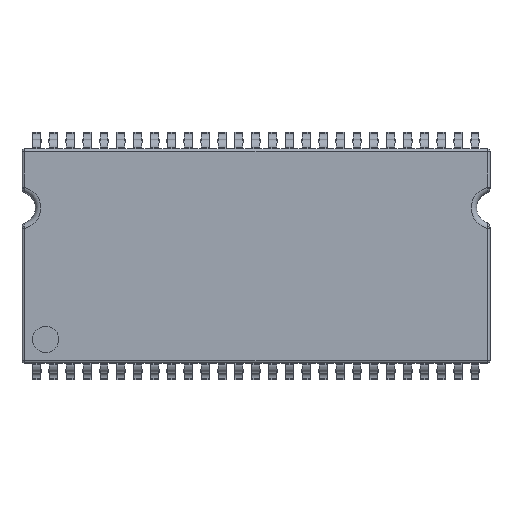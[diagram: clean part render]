
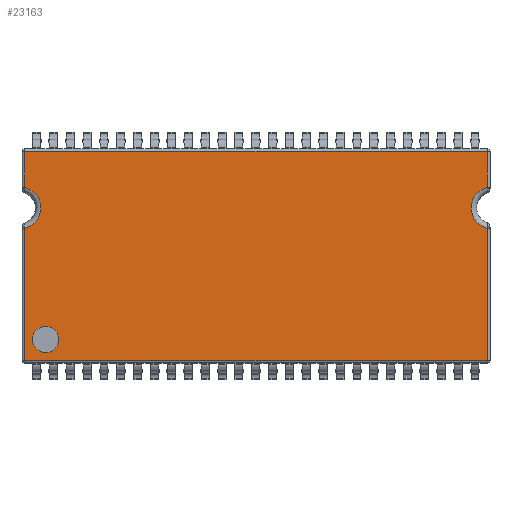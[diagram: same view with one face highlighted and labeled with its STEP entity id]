
A CAD part, top view. The second image highlights one B-rep face of the part: STEP entity #23163.
In plain terms, the highlighted planar face has unit normal (0, 0, 1).
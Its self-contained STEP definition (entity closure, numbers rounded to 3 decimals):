
#14=FACE_BOUND('',#9430,.T.);
#1008=PLANE('',#24921);
#1040=LINE('',#32008,#3795);
#1043=LINE('',#32017,#3798);
#1046=LINE('',#32024,#3801);
#1049=LINE('',#32033,#3804);
#3764=LINE('',#38378,#6519);
#3766=LINE('',#38382,#6521);
#3795=VECTOR('',#25071,10.);
#3798=VECTOR('',#25080,10.);
#3801=VECTOR('',#25089,10.);
#3804=VECTOR('',#25098,10.);
#6519=VECTOR('',#31149,10.);
#6521=VECTOR('',#31155,10.);
#8167=FACE_OUTER_BOUND('',#9429,.T.);
#9429=EDGE_LOOP('',(#21814,#21815,#21816,#21817,#21818,#21819,#21820,#21821));
#9430=EDGE_LOOP('',(#21822));
#9480=CIRCLE('',#23191,1.);
#9495=CIRCLE('',#23222,1.);
#9936=CIRCLE('',#24873,0.625);
#9965=VERTEX_POINT('',#31308);
#9969=VERTEX_POINT('',#31378);
#10001=VERTEX_POINT('',#31733);
#10005=VERTEX_POINT('',#31803);
#10022=VERTEX_POINT('',#32007);
#10025=VERTEX_POINT('',#32015);
#10026=VERTEX_POINT('',#32023);
#10029=VERTEX_POINT('',#32031);
#11982=VERTEX_POINT('',#38321);
#12022=EDGE_CURVE('',#9965,#9969,#9480,.T.);
#12079=EDGE_CURVE('',#10001,#10005,#9495,.T.);
#12098=EDGE_CURVE('',#9969,#10022,#1040,.T.);
#12103=EDGE_CURVE('',#10025,#9965,#1043,.T.);
#12106=EDGE_CURVE('',#10005,#10026,#1046,.T.);
#12111=EDGE_CURVE('',#10029,#10001,#1049,.T.);
#15254=EDGE_CURVE('',#11982,#11982,#9936,.T.);
#15284=EDGE_CURVE('',#10022,#10029,#3764,.T.);
#15286=EDGE_CURVE('',#10026,#10025,#3766,.T.);
#21814=ORIENTED_EDGE('',*,*,#12022,.F.);
#21815=ORIENTED_EDGE('',*,*,#12103,.F.);
#21816=ORIENTED_EDGE('',*,*,#15286,.F.);
#21817=ORIENTED_EDGE('',*,*,#12106,.F.);
#21818=ORIENTED_EDGE('',*,*,#12079,.F.);
#21819=ORIENTED_EDGE('',*,*,#12111,.F.);
#21820=ORIENTED_EDGE('',*,*,#15284,.F.);
#21821=ORIENTED_EDGE('',*,*,#12098,.F.);
#21822=ORIENTED_EDGE('',*,*,#15254,.T.);
#23163=ADVANCED_FACE('',(#8167,#14),#1008,.T.);
#23191=AXIS2_PLACEMENT_3D('',#31493,#24951,#24952);
#23222=AXIS2_PLACEMENT_3D('',#31918,#25029,#25030);
#24873=AXIS2_PLACEMENT_3D('',#38322,#31059,#31060);
#24921=AXIS2_PLACEMENT_3D('',#38388,#31164,#31165);
#24951=DIRECTION('center_axis',(0.,0.,1.));
#24952=DIRECTION('ref_axis',(1.,0.,0.));
#25029=DIRECTION('center_axis',(0.,0.,1.));
#25030=DIRECTION('ref_axis',(-1.,0.,0.));
#25071=DIRECTION('',(0.,1.,0.));
#25080=DIRECTION('',(0.,1.,0.));
#25089=DIRECTION('',(0.,-1.,0.));
#25098=DIRECTION('',(0.,-1.,0.));
#31059=DIRECTION('center_axis',(0.,0.,-1.));
#31060=DIRECTION('ref_axis',(-1.,0.,0.));
#31149=DIRECTION('',(1.,0.,0.));
#31155=DIRECTION('',(-1.,0.,0.));
#31164=DIRECTION('center_axis',(0.,0.,1.));
#31165=DIRECTION('ref_axis',(1.,0.,0.));
#31308=CARTESIAN_POINT('',(-10.98,1.307,0.45));
#31378=CARTESIAN_POINT('',(-10.98,3.253,0.45));
#31493=CARTESIAN_POINT('Origin',(-11.21,2.28,0.45));
#31733=CARTESIAN_POINT('',(10.98,3.253,0.45));
#31803=CARTESIAN_POINT('',(10.98,1.307,0.45));
#31918=CARTESIAN_POINT('Origin',(11.21,2.28,0.45));
#32007=CARTESIAN_POINT('',(-10.98,4.96,0.45));
#32008=CARTESIAN_POINT('',(-10.98,2.54,0.45));
#32015=CARTESIAN_POINT('',(-10.98,-4.96,0.45));
#32017=CARTESIAN_POINT('',(-10.98,2.54,0.45));
#32023=CARTESIAN_POINT('',(10.98,-4.96,0.45));
#32024=CARTESIAN_POINT('',(10.98,-2.54,0.45));
#32031=CARTESIAN_POINT('',(10.98,4.96,0.45));
#32033=CARTESIAN_POINT('',(10.98,-2.54,0.45));
#38321=CARTESIAN_POINT('',(-9.355,-3.96,0.45));
#38322=CARTESIAN_POINT('Origin',(-9.98,-3.96,0.45));
#38378=CARTESIAN_POINT('',(5.55,4.96,0.45));
#38382=CARTESIAN_POINT('',(-5.55,-4.96,0.45));
#38388=CARTESIAN_POINT('Origin',(0.,0.,0.45));
